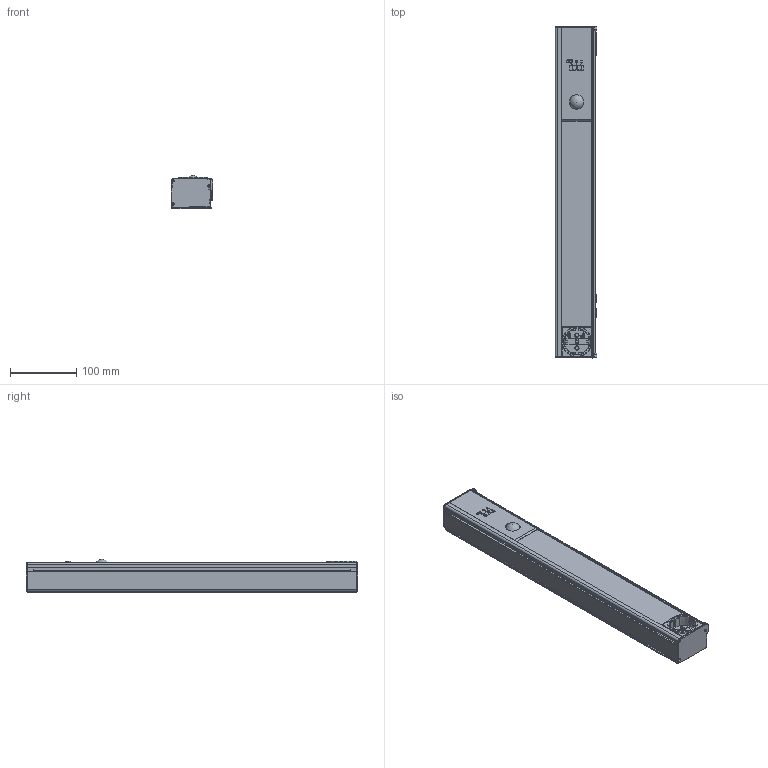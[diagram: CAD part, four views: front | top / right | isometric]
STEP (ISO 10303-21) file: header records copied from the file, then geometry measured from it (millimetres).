
FILE_DESCRIPTION(/* description */ (''),/* implementation_level */ '2;1');
FILE_NAME(/* name */ '110805_LED-A-500-B-E-MX.stp',/* time_stamp */ '2023-03-22T11:29:37+01:00',/* author */ ('CAD'),/* organization */ (''),/* preprocessor_version */ 'ST-DEVELOPER v15.6',/* originating_system */ 'Autodesk Inventor 2015',/* authorisation */ '');
FILE_SCHEMA (('AUTOMOTIVE_DESIGN { 1 0 10303 214 3 1 1 }'));
Products named in the file (1): 110805_LED-A-500-B-E-MX_Shrinkwrap_1
Bounding box: 63 x 500 x 50.1 mm (x, y, z)
Surface area: 274777.5 mm2 (no closed solid volume)
Topology: 0 solids, 74 shells, 1533 faces, 5734 edges, 4270 vertices
Faces by surface type: plane 1141, cylinder 288, bspline 48, cone 34, sphere 16, torus 6
Full cylindrical faces by diameter (mm): 1.2 x3, 2.5 x4, 2.797 x1, 2.8 x2, 3.3 x2, 8.2 x1, 20.902 x1, 22 x1, 25 x1, 26 x1, 28 x1
Entity records: 64429 total; most frequent: CARTESIAN_POINT 16183, ORIENTED_EDGE 9457, DIRECTION 9068, EDGE_CURVE 5692, LINE 4576, VECTOR 4576, VERTEX_POINT 4265, AXIS2_PLACEMENT_3D 2246
